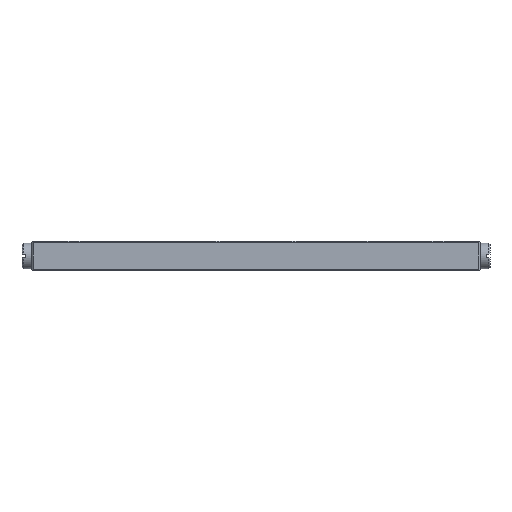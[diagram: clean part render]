
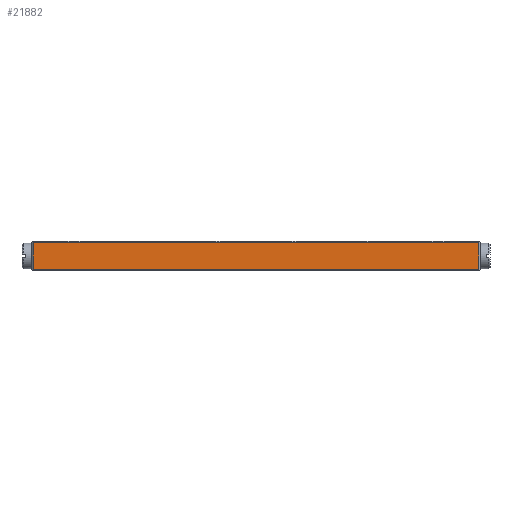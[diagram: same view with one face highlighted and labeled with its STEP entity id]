
A CAD part, front view. The second image highlights one B-rep face of the part: STEP entity #21882.
In plain terms, the highlighted planar face has unit normal (0, -1, 0).
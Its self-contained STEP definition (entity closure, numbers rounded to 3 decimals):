
#5420=LINE('',#83700,#9892);
#5421=LINE('',#83703,#9893);
#5422=LINE('',#83705,#9894);
#5423=LINE('',#83707,#9895);
#9892=VECTOR('',#66102,1.);
#9893=VECTOR('',#66103,1.);
#9894=VECTOR('',#66104,1.);
#9895=VECTOR('',#66105,1.);
#21882=ADVANCED_FACE('',(#25865),#23850,.T.);
#23850=PLANE('',#57273);
#25865=FACE_OUTER_BOUND('',#28758,.T.);
#28758=EDGE_LOOP('',(#38557,#38558,#38559,#38560));
#38557=ORIENTED_EDGE('',*,*,#51773,.T.);
#38558=ORIENTED_EDGE('',*,*,#51774,.T.);
#38559=ORIENTED_EDGE('',*,*,#51775,.T.);
#38560=ORIENTED_EDGE('',*,*,#51776,.T.);
#46005=VERTEX_POINT('',#83701);
#46006=VERTEX_POINT('',#83702);
#46007=VERTEX_POINT('',#83704);
#46008=VERTEX_POINT('',#83706);
#51773=EDGE_CURVE('',#46005,#46006,#5420,.T.);
#51774=EDGE_CURVE('',#46006,#46007,#5421,.T.);
#51775=EDGE_CURVE('',#46007,#46008,#5422,.T.);
#51776=EDGE_CURVE('',#46008,#46005,#5423,.T.);
#57273=AXIS2_PLACEMENT_3D('',#83708,#66106,#66107);
#66102=DIRECTION('',(-1.,0.,0.));
#66103=DIRECTION('',(0.,0.,-1.));
#66104=DIRECTION('',(1.,0.,0.));
#66105=DIRECTION('',(0.,0.,1.));
#66106=DIRECTION('',(0.,-1.,0.));
#66107=DIRECTION('',(0.,0.,1.));
#83700=CARTESIAN_POINT('',(45.,-3.95,5.65));
#83701=CARTESIAN_POINT('',(89.725,-3.95,5.65));
#83702=CARTESIAN_POINT('',(0.275,-3.95,5.65));
#83703=CARTESIAN_POINT('',(0.275,-3.95,-0.05));
#83704=CARTESIAN_POINT('',(0.275,-3.95,0.25));
#83705=CARTESIAN_POINT('',(45.,-3.95,0.25));
#83706=CARTESIAN_POINT('',(89.725,-3.95,0.25));
#83707=CARTESIAN_POINT('',(89.725,-3.95,-0.05));
#83708=CARTESIAN_POINT('',(45.,-3.95,-0.05));
